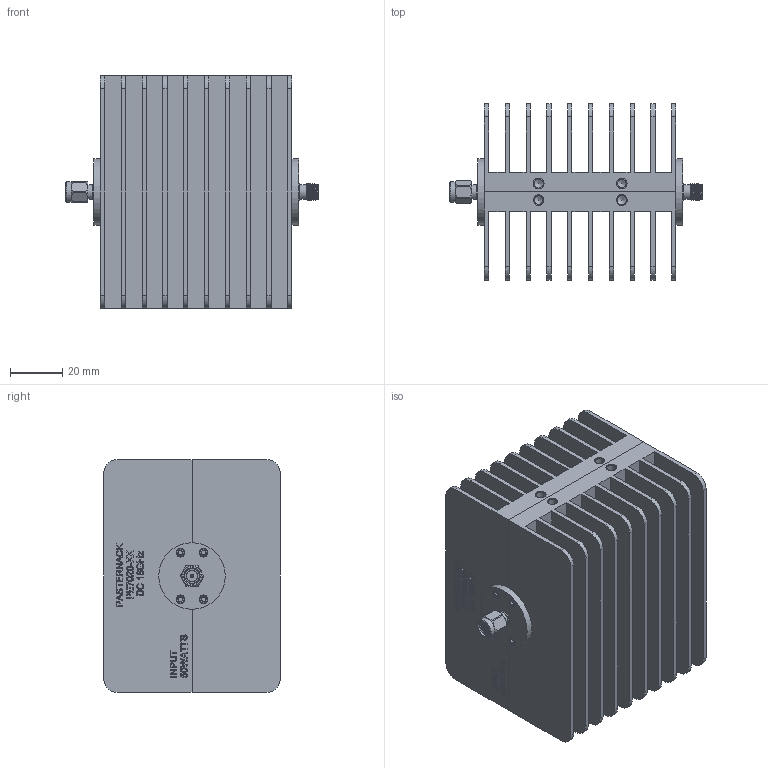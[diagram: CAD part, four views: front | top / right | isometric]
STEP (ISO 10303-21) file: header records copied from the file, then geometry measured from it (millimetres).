
FILE_DESCRIPTION (( 'STEP AP203' ), '1' );
FILE_NAME ('PE7020-XX_3D.step', '2020-11-02T16:43:40', ( '' ), ( '' ), 'SwSTEP 2.0', 'SolidWorks 2018', '' );
FILE_SCHEMA (( 'CONFIG_CONTROL_DESIGN' ));
Length unit declared in the file: inch
Products named in the file (1): PE7020-XX_3D
Bounding box: 96.27 x 67.31 x 88.9 mm (x, y, z)
Volume: 173387 mm3; surface area: 114488.6 mm2
Topology: 1 solids, 1 shells, 877 faces, 2234 edges, 1453 vertices
Faces by surface type: plane 511, bspline 189, cylinder 100, cone 76, torus 1
Full cylindrical faces by diameter (mm): 0.94 x2, 1.194 x2, 3.17 x8, 3.3 x4, 3.302 x8, 3.454 x4, 4 x4, 4.166 x4, 4.445 x1, 4.572 x1, 5.582 x3, 6.35 x8, 7.762 x1, 25.4 x2
Entity records: 38504 total; most frequent: CARTESIAN_POINT 19034, ORIENTED_EDGE 4272, DIRECTION 3283, EDGE_CURVE 2136, VERTEX_POINT 1433, LINE 1397, VECTOR 1397, EDGE_LOOP 1037
